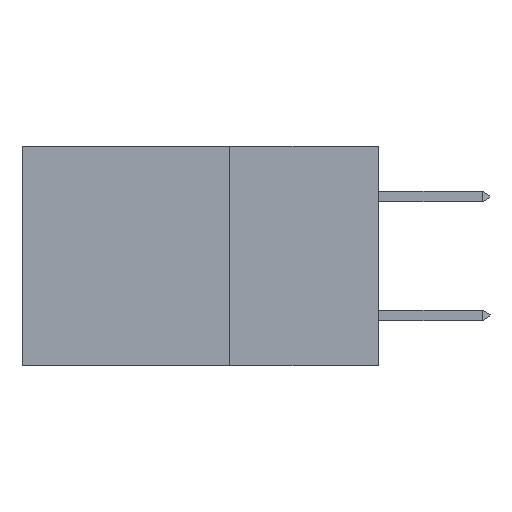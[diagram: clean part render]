
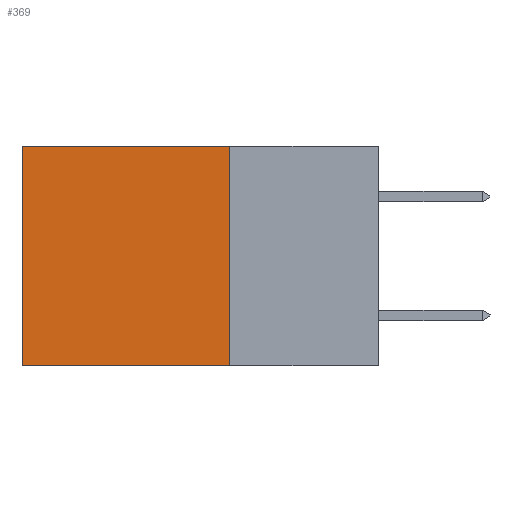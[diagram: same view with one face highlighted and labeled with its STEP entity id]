
A CAD part, left-side view. The second image highlights one B-rep face of the part: STEP entity #369.
In plain terms, the highlighted planar face has unit normal (-1, 0, 0).
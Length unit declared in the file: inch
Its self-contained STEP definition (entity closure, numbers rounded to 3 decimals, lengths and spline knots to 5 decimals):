
#369 = ADVANCED_FACE ( 'NONE', ( #6445 ), #634, .F. ) ;
#390 = LINE ( 'NONE', #5203, #6542 ) ;
#614 = EDGE_CURVE ( 'NONE', #5711, #6233, #8177, .T. ) ;
#634 = PLANE ( 'NONE',  #5227 ) ;
#723 = DIRECTION ( 'NONE',  ( 0., 1., 0. ) ) ;
#1257 = VECTOR ( 'NONE', #723, 39.37008 ) ;
#1615 = CARTESIAN_POINT ( 'NONE',  ( 0.2615, 0.25, 0. ) ) ;
#2025 = ORIENTED_EDGE ( 'NONE', *, *, #2645, .T. ) ;
#2645 = EDGE_CURVE ( 'NONE', #5711, #9544, #5259, .T. ) ;
#3578 = ORIENTED_EDGE ( 'NONE', *, *, #614, .F. ) ;
#3945 = LINE ( 'NONE', #5498, #1257 ) ;
#3946 = CARTESIAN_POINT ( 'NONE',  ( 0.2615, 0.25, 0. ) ) ;
#4117 = DIRECTION ( 'NONE',  ( 0., 0., -1. ) ) ;
#4129 = DIRECTION ( 'NONE',  ( 0., 0., -1. ) ) ;
#5203 = CARTESIAN_POINT ( 'NONE',  ( 0.2615, 0.6, -0.37 ) ) ;
#5227 = AXIS2_PLACEMENT_3D ( 'NONE', #6914, #6883, #7812 ) ;
#5259 = LINE ( 'NONE', #3946, #7113 ) ;
#5465 = DIRECTION ( 'NONE',  ( 0., 1., 0. ) ) ;
#5498 = CARTESIAN_POINT ( 'NONE',  ( 0.2615, 0.25, -0.37 ) ) ;
#5711 = VERTEX_POINT ( 'NONE', #1615 ) ;
#6233 = VERTEX_POINT ( 'NONE', #8701 ) ;
#6445 = FACE_OUTER_BOUND ( 'NONE', #7821, .T. ) ;
#6542 = VECTOR ( 'NONE', #4117, 39.37008 ) ;
#6883 = DIRECTION ( 'NONE',  ( 1., 0., 0. ) ) ;
#6914 = CARTESIAN_POINT ( 'NONE',  ( 0.2615, 0.25, -0.37 ) ) ;
#7113 = VECTOR ( 'NONE', #5465, 39.37008 ) ;
#7116 = EDGE_CURVE ( 'NONE', #6233, #8932, #3945, .T. ) ;
#7213 = EDGE_CURVE ( 'NONE', #9544, #8932, #390, .T. ) ;
#7812 = DIRECTION ( 'NONE',  ( 0., 0., -1. ) ) ;
#7821 = EDGE_LOOP ( 'NONE', ( #9654, #8474, #3578, #2025 ) ) ;
#8054 = VECTOR ( 'NONE', #4129, 39.37008 ) ;
#8177 = LINE ( 'NONE', #8874, #8054 ) ;
#8474 = ORIENTED_EDGE ( 'NONE', *, *, #7116, .F. ) ;
#8701 = CARTESIAN_POINT ( 'NONE',  ( 0.2615, 0.25, -0.37 ) ) ;
#8874 = CARTESIAN_POINT ( 'NONE',  ( 0.2615, 0.25, -0.37 ) ) ;
#8932 = VERTEX_POINT ( 'NONE', #9497 ) ;
#9086 = CARTESIAN_POINT ( 'NONE',  ( 0.2615, 0.6, 0. ) ) ;
#9497 = CARTESIAN_POINT ( 'NONE',  ( 0.2615, 0.6, -0.37 ) ) ;
#9544 = VERTEX_POINT ( 'NONE', #9086 ) ;
#9654 = ORIENTED_EDGE ( 'NONE', *, *, #7213, .T. ) ;
